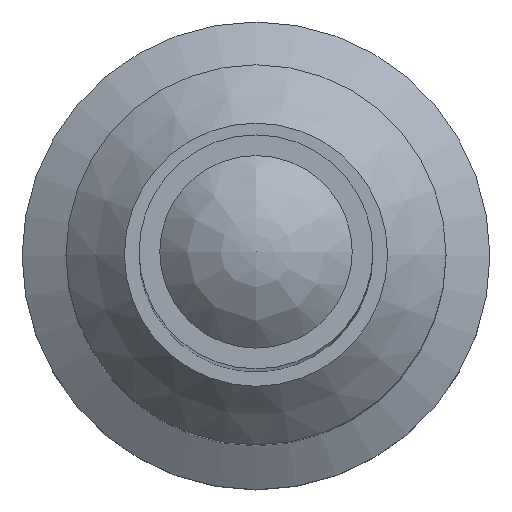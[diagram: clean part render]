
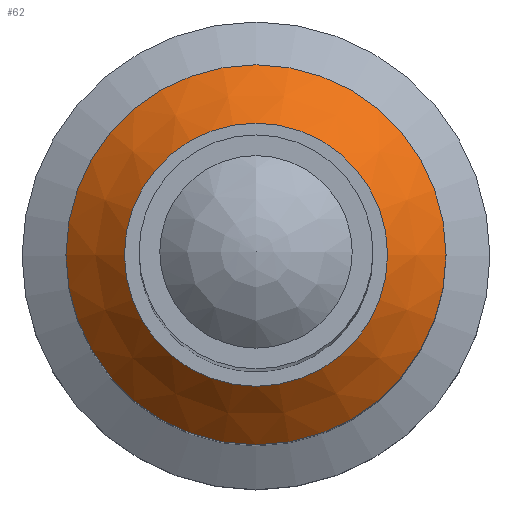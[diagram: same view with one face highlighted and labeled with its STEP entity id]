
A CAD part, top view. The second image highlights one B-rep face of the part: STEP entity #62.
In plain terms, the highlighted conical face has half-angle 45 degrees and reference radius 2.21 mm.
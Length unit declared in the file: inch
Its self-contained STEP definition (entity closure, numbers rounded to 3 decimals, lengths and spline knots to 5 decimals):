
#7 = CIRCLE ( 'NONE', #249, 0.08858 ) ;
#62 = ADVANCED_FACE ( 'NONE', ( #224, #416 ), #312, .T. ) ;
#105 = ORIENTED_EDGE ( 'NONE', *, *, #290, .F. ) ;
#148 = EDGE_CURVE ( 'NONE', #991, #991, #7, .T. ) ;
#169 = DIRECTION ( 'NONE',  ( 1., 0., 0. ) ) ;
#224 = FACE_BOUND ( 'NONE', #439, .T. ) ;
#249 = AXIS2_PLACEMENT_3D ( 'NONE', #620, #1186, #562 ) ;
#264 = EDGE_LOOP ( 'NONE', ( #105 ) ) ;
#290 = EDGE_CURVE ( 'NONE', #606, #606, #1057, .T. ) ;
#312 = CONICAL_SURFACE ( 'NONE', #845, 0.08701, 0.785 ) ;
#325 = CARTESIAN_POINT ( 'NONE',  ( -0.08858, 0., -1.12598 ) ) ;
#416 = FACE_OUTER_BOUND ( 'NONE', #264, .T. ) ;
#439 = EDGE_LOOP ( 'NONE', ( #526 ) ) ;
#480 = AXIS2_PLACEMENT_3D ( 'NONE', #1139, #615, #604 ) ;
#526 = ORIENTED_EDGE ( 'NONE', *, *, #148, .T. ) ;
#562 = DIRECTION ( 'NONE',  ( -1., 0., 0. ) ) ;
#604 = DIRECTION ( 'NONE',  ( 1., 0., 0. ) ) ;
#606 = VERTEX_POINT ( 'NONE', #870 ) ;
#615 = DIRECTION ( 'NONE',  ( 0., 0., -1. ) ) ;
#620 = CARTESIAN_POINT ( 'NONE',  ( 0., 0., -1.12598 ) ) ;
#721 = CARTESIAN_POINT ( 'NONE',  ( 0., 0., -1.12441 ) ) ;
#845 = AXIS2_PLACEMENT_3D ( 'NONE', #721, #1169, #169 ) ;
#870 = CARTESIAN_POINT ( 'NONE',  ( 0.12795, 0., -1.16535 ) ) ;
#991 = VERTEX_POINT ( 'NONE', #325 ) ;
#1057 = CIRCLE ( 'NONE', #480, 0.12795 ) ;
#1139 = CARTESIAN_POINT ( 'NONE',  ( 0., 0., -1.16535 ) ) ;
#1169 = DIRECTION ( 'NONE',  ( 0., 0., -1. ) ) ;
#1186 = DIRECTION ( 'NONE',  ( 0., 0., -1. ) ) ;
